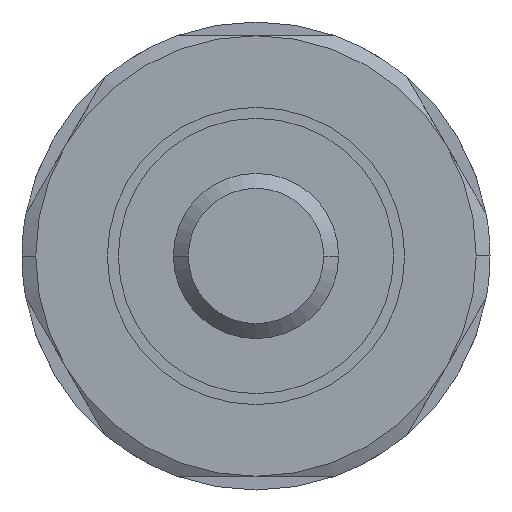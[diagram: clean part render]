
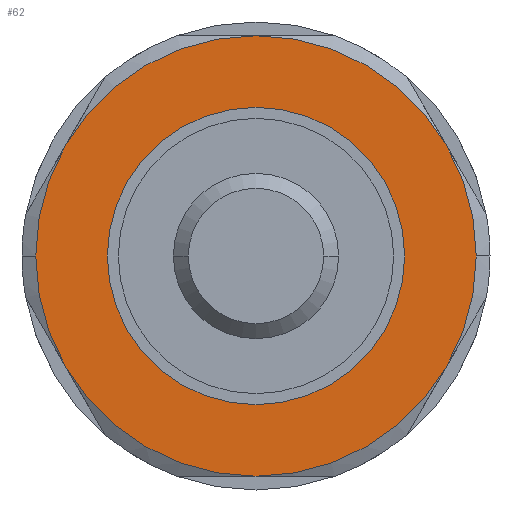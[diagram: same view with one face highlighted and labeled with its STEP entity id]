
A CAD part, front view. The second image highlights one B-rep face of the part: STEP entity #62.
In plain terms, the highlighted planar face has unit normal (0, -1, 0).
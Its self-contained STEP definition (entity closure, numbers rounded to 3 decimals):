
#62=ADVANCED_FACE('',(#131,#132),#133,.F.);
#131=FACE_OUTER_BOUND('',#241,.T.);
#132=FACE_BOUND('',#242,.T.);
#133=PLANE('',#243);
#241=EDGE_LOOP('',(#443,#444,#445,#446,#447,#448,#449,#450));
#242=EDGE_LOOP('',(#451,#452));
#243=AXIS2_PLACEMENT_3D('',#453,#454,#455);
#443=ORIENTED_EDGE('',*,*,#769,.F.);
#444=ORIENTED_EDGE('',*,*,#776,.F.);
#445=ORIENTED_EDGE('',*,*,#777,.F.);
#446=ORIENTED_EDGE('',*,*,#763,.F.);
#447=ORIENTED_EDGE('',*,*,#778,.F.);
#448=ORIENTED_EDGE('',*,*,#779,.F.);
#449=ORIENTED_EDGE('',*,*,#780,.F.);
#450=ORIENTED_EDGE('',*,*,#781,.F.);
#451=ORIENTED_EDGE('',*,*,#728,.T.);
#452=ORIENTED_EDGE('',*,*,#782,.T.);
#453=CARTESIAN_POINT('',(0.,4.0,0.0));
#454=DIRECTION('',(0.0,1.0,0.0));
#455=DIRECTION('',(0.0,0.0,1.0));
#728=EDGE_CURVE('',#859,#863,#865,.T.);
#763=EDGE_CURVE('',#927,#929,#930,.T.);
#769=EDGE_CURVE('',#938,#934,#940,.T.);
#776=EDGE_CURVE('',#951,#938,#952,.T.);
#777=EDGE_CURVE('',#929,#951,#953,.T.);
#778=EDGE_CURVE('',#954,#927,#955,.T.);
#779=EDGE_CURVE('',#956,#954,#957,.T.);
#780=EDGE_CURVE('',#958,#956,#959,.T.);
#781=EDGE_CURVE('',#934,#958,#960,.T.);
#782=EDGE_CURVE('',#863,#859,#961,.T.);
#859=VERTEX_POINT('',#1057);
#863=VERTEX_POINT('',#1062);
#865=CIRCLE('',#1065,2.7);
#927=VERTEX_POINT('',#1143);
#929=VERTEX_POINT('',#1146);
#930=CIRCLE('',#1147,4.0);
#934=VERTEX_POINT('',#1162);
#938=VERTEX_POINT('',#1167);
#940=CIRCLE('',#1180,4.0);
#951=VERTEX_POINT('',#1193);
#952=CIRCLE('',#1194,4.0);
#953=CIRCLE('',#1195,4.0);
#954=VERTEX_POINT('',#1196);
#955=CIRCLE('',#1197,4.0);
#956=VERTEX_POINT('',#1198);
#957=CIRCLE('',#1199,4.0);
#958=VERTEX_POINT('',#1200);
#959=CIRCLE('',#1201,4.0);
#960=CIRCLE('',#1202,4.0);
#961=CIRCLE('',#1203,2.7);
#1057=CARTESIAN_POINT('',(-2.7,4.0,0.0));
#1062=CARTESIAN_POINT('',(2.7,4.0,0.));
#1065=AXIS2_PLACEMENT_3D('',#1417,#1418,#1419);
#1143=CARTESIAN_POINT('',(4.0,4.0,0.));
#1146=CARTESIAN_POINT('',(3.464,4.0,-2.0));
#1147=AXIS2_PLACEMENT_3D('',#1488,#1489,#1490);
#1162=CARTESIAN_POINT('',(-4.0,4.0,0.));
#1167=CARTESIAN_POINT('',(-3.464,4.0,-2.0));
#1180=AXIS2_PLACEMENT_3D('',#1498,#1499,#1500);
#1193=CARTESIAN_POINT('',(0.0,4.0,-4.0));
#1194=AXIS2_PLACEMENT_3D('',#1515,#1516,#1517);
#1195=AXIS2_PLACEMENT_3D('',#1518,#1519,#1520);
#1196=CARTESIAN_POINT('',(3.464,4.0,2.0));
#1197=AXIS2_PLACEMENT_3D('',#1521,#1522,#1523);
#1198=CARTESIAN_POINT('',(0.,4.0,4.0));
#1199=AXIS2_PLACEMENT_3D('',#1524,#1525,#1526);
#1200=CARTESIAN_POINT('',(-3.464,4.0,2.0));
#1201=AXIS2_PLACEMENT_3D('',#1527,#1528,#1529);
#1202=AXIS2_PLACEMENT_3D('',#1530,#1531,#1532);
#1203=AXIS2_PLACEMENT_3D('',#1533,#1534,#1535);
#1417=CARTESIAN_POINT('',(0.0,4.0,0.0));
#1418=DIRECTION('',(0.0,1.0,0.0));
#1419=DIRECTION('',(-1.0,0.0,0.0));
#1488=CARTESIAN_POINT('',(0.0,4.0,0.0));
#1489=DIRECTION('',(-0.0,1.0,0.0));
#1490=DIRECTION('',(1.0,0.0,0.0));
#1498=CARTESIAN_POINT('',(0.0,4.0,0.0));
#1499=DIRECTION('',(-0.0,1.0,0.0));
#1500=DIRECTION('',(1.0,0.0,0.0));
#1515=CARTESIAN_POINT('',(0.0,4.0,0.0));
#1516=DIRECTION('',(-0.0,1.0,0.0));
#1517=DIRECTION('',(1.0,0.0,0.0));
#1518=CARTESIAN_POINT('',(0.0,4.0,0.0));
#1519=DIRECTION('',(-0.0,1.0,0.0));
#1520=DIRECTION('',(1.0,0.0,0.0));
#1521=CARTESIAN_POINT('',(0.0,4.0,0.0));
#1522=DIRECTION('',(-0.0,1.0,0.0));
#1523=DIRECTION('',(1.0,0.0,0.0));
#1524=CARTESIAN_POINT('',(0.0,4.0,0.0));
#1525=DIRECTION('',(-0.0,1.0,0.0));
#1526=DIRECTION('',(1.0,0.0,0.0));
#1527=CARTESIAN_POINT('',(0.0,4.0,0.0));
#1528=DIRECTION('',(-0.0,1.0,0.0));
#1529=DIRECTION('',(1.0,0.0,0.0));
#1530=CARTESIAN_POINT('',(0.0,4.0,0.0));
#1531=DIRECTION('',(-0.0,1.0,0.0));
#1532=DIRECTION('',(1.0,0.0,0.0));
#1533=CARTESIAN_POINT('',(0.0,4.0,0.0));
#1534=DIRECTION('',(0.0,1.0,0.0));
#1535=DIRECTION('',(-1.0,0.0,0.0));
